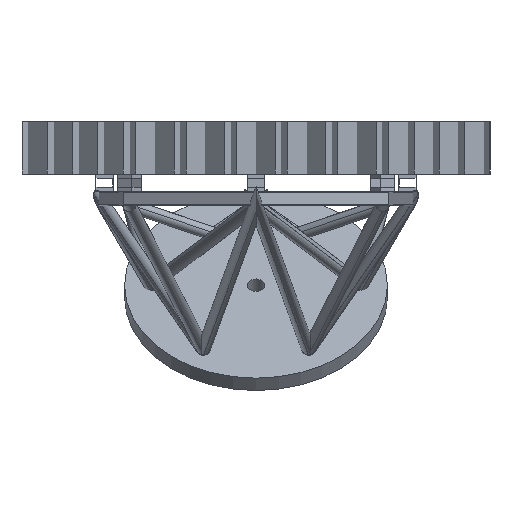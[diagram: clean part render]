
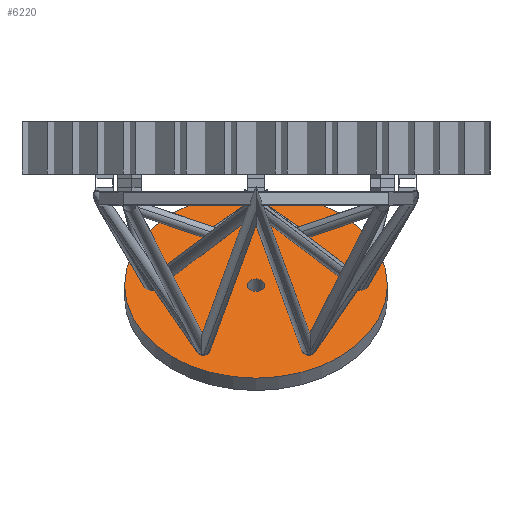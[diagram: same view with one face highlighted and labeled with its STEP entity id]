
A CAD part, left-side view. The second image highlights one B-rep face of the part: STEP entity #6220.
In plain terms, the highlighted face is planar.
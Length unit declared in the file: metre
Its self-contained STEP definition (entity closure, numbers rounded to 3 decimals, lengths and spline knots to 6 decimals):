
#100 = VERTEX_POINT ( 'NONE', #1401 ) ;
#103 = VERTEX_POINT ( 'NONE', #1404 ) ;
#113 = VERTEX_POINT ( 'NONE', #1414 ) ;
#114 = VERTEX_POINT ( 'NONE', #1415 ) ;
#1401 = CARTESIAN_POINT ( 'NONE',  ( -0.05, 0., 0. ) ) ;
#1404 = CARTESIAN_POINT ( 'NONE',  ( 0.05, 0., 0. ) ) ;
#1414 = CARTESIAN_POINT ( 'NONE',  ( 0.75, 0., 0. ) ) ;
#1415 = CARTESIAN_POINT ( 'NONE',  ( -0.75, 0., 0. ) ) ;
#2549 = EDGE_LOOP ( 'NONE', ( #2846, #2847 ) ) ;
#2551 = EDGE_LOOP ( 'NONE', ( #2844, #2845 ) ) ;
#2844 = ORIENTED_EDGE ( 'NONE', *, *, #4971, .T. ) ;
#2845 = ORIENTED_EDGE ( 'NONE', *, *, #4961, .T. ) ;
#2846 = ORIENTED_EDGE ( 'NONE', *, *, #4969, .F. ) ;
#2847 = ORIENTED_EDGE ( 'NONE', *, *, #4966, .F. ) ;
#4961 = EDGE_CURVE ( 'NONE', #100, #103, #12875, .T. ) ;
#4966 = EDGE_CURVE ( 'NONE', #113, #114, #12889, .T. ) ;
#4969 = EDGE_CURVE ( 'NONE', #114, #113, #12894, .T. ) ;
#4971 = EDGE_CURVE ( 'NONE', #103, #100, #12896, .T. ) ;
#6045 = AXIS2_PLACEMENT_3D ( 'NONE', #12503, #12504, #12505 ) ;
#6048 = AXIS2_PLACEMENT_3D ( 'NONE', #12516, #12517, #12518 ) ;
#6050 = AXIS2_PLACEMENT_3D ( 'NONE', #12522, #12523, #12524 ) ;
#6052 = AXIS2_PLACEMENT_3D ( 'NONE', #13012, #13013, #13014 ) ;
#6220 = ADVANCED_FACE ( 'NONE', ( #14418, #14426 ), #15818, .F. ) ;
#12503 = CARTESIAN_POINT ( 'NONE',  ( 0., 0., 0. ) ) ;
#12504 = DIRECTION ( 'NONE',  ( 0., 0., 1. ) ) ;
#12505 = DIRECTION ( 'NONE',  ( 1., 0., 0. ) ) ;
#12516 = CARTESIAN_POINT ( 'NONE',  ( 0., 0., 0. ) ) ;
#12517 = DIRECTION ( 'NONE',  ( 0., 0., 1. ) ) ;
#12518 = DIRECTION ( 'NONE',  ( 1., 0., 0. ) ) ;
#12522 = CARTESIAN_POINT ( 'NONE',  ( 0., 0., 0. ) ) ;
#12523 = DIRECTION ( 'NONE',  ( 0., 0., 1. ) ) ;
#12524 = DIRECTION ( 'NONE',  ( 1., 0., 0. ) ) ;
#12875 = CIRCLE ( 'NONE', #6045, 0.05 ) ;
#12889 = CIRCLE ( 'NONE', #6048, 0.75 ) ;
#12894 = CIRCLE ( 'NONE', #6050, 0.75 ) ;
#12896 = CIRCLE ( 'NONE', #6052, 0.05 ) ;
#13012 = CARTESIAN_POINT ( 'NONE',  ( 0., 0., 0. ) ) ;
#13013 = DIRECTION ( 'NONE',  ( 0., 0., 1. ) ) ;
#13014 = DIRECTION ( 'NONE',  ( 1., 0., 0. ) ) ;
#14418 = FACE_BOUND ( 'NONE', #2551, .T. ) ;
#14426 = FACE_OUTER_BOUND ( 'NONE', #2549, .T. ) ;
#15818 = PLANE ( 'NONE',  #17994 ) ;
#15820 = CARTESIAN_POINT ( 'NONE',  ( 0., 0., 0. ) ) ;
#15825 = DIRECTION ( 'NONE',  ( 0., 0., 1. ) ) ;
#15826 = DIRECTION ( 'NONE',  ( 1., 0., 0. ) ) ;
#17994 = AXIS2_PLACEMENT_3D ( 'NONE', #15820, #15825, #15826 ) ;
